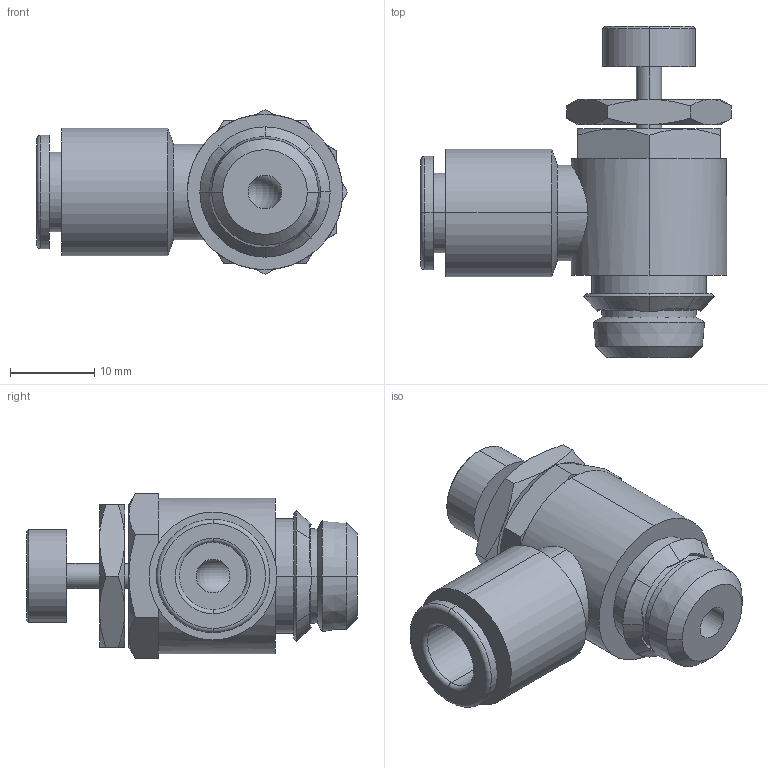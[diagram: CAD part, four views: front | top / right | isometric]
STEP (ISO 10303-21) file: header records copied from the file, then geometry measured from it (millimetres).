
FILE_DESCRIPTION (( 'STEP AP214' ), '1' );
FILE_NAME ('AS2201F-U02-08.step.step', '2014-07-07T10:47:51', ( 'Windows User' ), ( '' ), 'SwSTEP 2.0', 'SolidWorks 2014', '' );
FILE_SCHEMA (( 'AUTOMOTIVE_DESIGN' ));
Length unit declared in the file: millimetre
Products named in the file (3): AS2201F-U02-08.step; AS2201F-U02-08.step_AS3054AB Body_22-U02-08; AS2201F-U02-08.step_AS3054AB Gasket_U02
Assembly tree (2 placements, depth 2):
  AS2201F-U02-08.step
    AS2201F-U02-08.step_AS3054AB Body_22-U02-08
    AS2201F-U02-08.step_AS3054AB Gasket_U02
Bounding box: 37.02 x 39.4 x 19.63 mm (x, y, z)
Volume: 8797.8 mm3; surface area: 5021.3 mm2
Topology: 2 solids, 2 shells, 145 faces, 310 edges, 174 vertices
Faces by surface type: bspline 48, plane 35, cone 33, cylinder 24, torus 5
Entity records: 6770 total; most frequent: CARTESIAN_POINT 3466, ORIENTED_EDGE 616, DIRECTION 515, EDGE_CURVE 308, AXIS2_PLACEMENT_3D 199, VERTEX_POINT 174, EDGE_LOOP 156, ADVANCED_FACE 145
